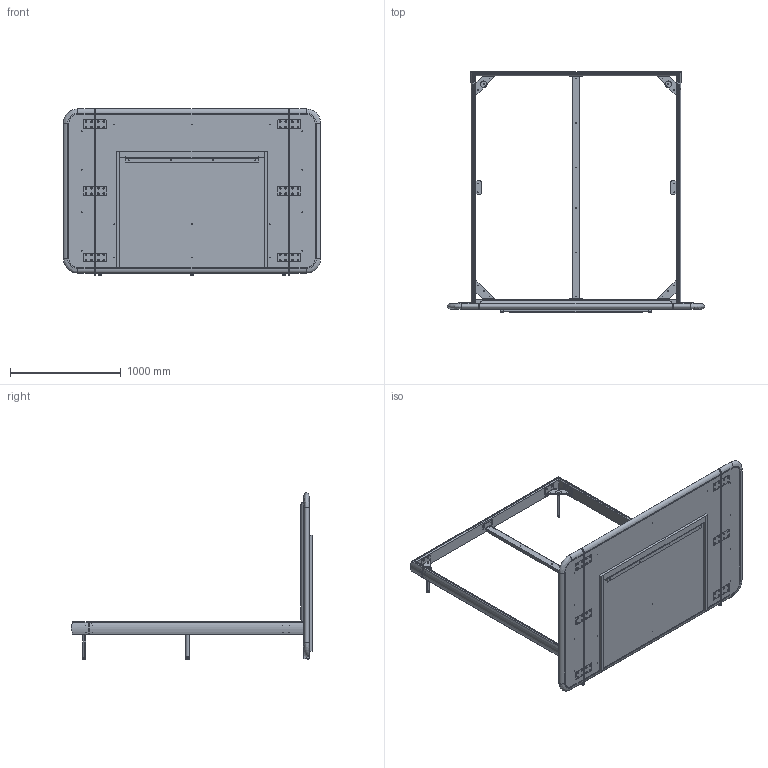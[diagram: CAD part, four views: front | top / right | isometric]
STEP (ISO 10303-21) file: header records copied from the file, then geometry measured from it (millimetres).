
FILE_DESCRIPTION(('CATIA V5 STEP Exchange'),'2;1');
FILE_NAME('Letto KILLIAN_TESTATA h150 L230.stp','2018-08-03T12:47:54+00:00',('none'),('none'),'CATIA Version 5-6 Release 2016 SP5','CATIA V5 STEP AP203','none');
FILE_SCHEMA(('CONFIG_CONTROL_DESIGN'));
Length unit declared in the file: millimetre
Products named in the file (1): Letto KILLIAN_assieme
Assembly tree (13 placements, depth 2):
  Letto KILLIAN_assieme
    #57
    #12886  x4
    #14334  x2
    #15336
    #18713  x2
    #19485
    #46589  x2
Bounding box: 2319.92 x 2173.96 x 1498.97 mm (x, y, z)
Volume: 251823919.1 mm3; surface area: 24085071.7 mm2
Topology: 63 solids, 63 shells, 2007 faces, 4911 edges, 3003 vertices
Faces by surface type: cylinder 836, cone 690, plane 449, torus 14, extrusion 10, revolution 4, bspline 4
Entity records: 47669 total; most frequent: CARTESIAN_POINT 9731, ORIENTED_EDGE 8308, DIRECTION 6105, EDGE_CURVE 4154, AXIS2_PLACEMENT_3D 3029, VERTEX_POINT 2593, EDGE_LOOP 2247, VECTOR 2053
